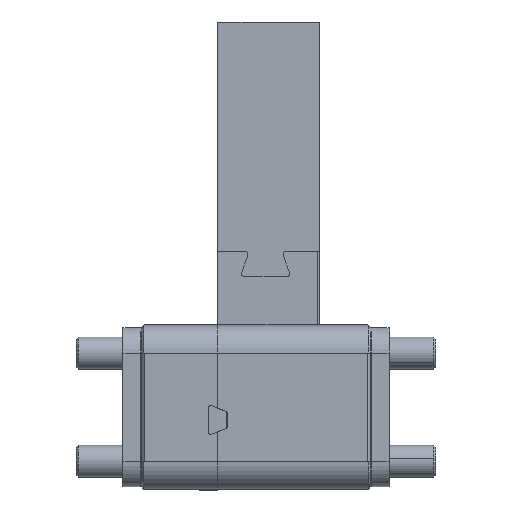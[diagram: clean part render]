
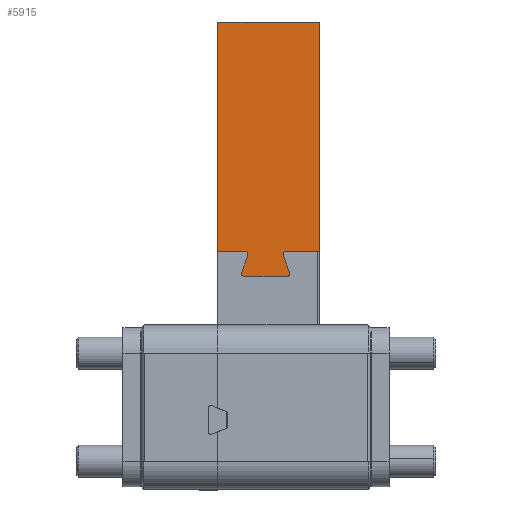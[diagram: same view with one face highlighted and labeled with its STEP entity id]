
A CAD part, left-side view. The second image highlights one B-rep face of the part: STEP entity #5915.
In plain terms, the highlighted face is planar.
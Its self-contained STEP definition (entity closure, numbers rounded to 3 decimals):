
#169 = CARTESIAN_POINT ( 'NONE',  ( 0., 0., 0. ) ) ;
#240 = VERTEX_POINT ( 'NONE', #3779 ) ;
#400 = DIRECTION ( 'NONE',  ( 0., 0., 1. ) ) ;
#456 = CARTESIAN_POINT ( 'NONE',  ( 0., 0., -36. ) ) ;
#478 = CARTESIAN_POINT ( 'NONE',  ( 4.744, 0., 3.329 ) ) ;
#609 = VECTOR ( 'NONE', #7689, 1000. ) ;
#711 = EDGE_CURVE ( 'NONE', #9816, #7926, #2008, .T. ) ;
#952 = LINE ( 'NONE', #9457, #3774 ) ;
#1128 = CARTESIAN_POINT ( 'NONE',  ( 11.786, 0., 4. ) ) ;
#1166 = EDGE_CURVE ( 'NONE', #8710, #4507, #3424, .T. ) ;
#1264 = ORIENTED_EDGE ( 'NONE', *, *, #711, .F. ) ;
#1321 = VECTOR ( 'NONE', #8385, 1000. ) ;
#1409 = AXIS2_PLACEMENT_3D ( 'NONE', #5236, #5191, #400 ) ;
#1426 = CARTESIAN_POINT ( 'NONE',  ( 16., 0., -36. ) ) ;
#1596 = CIRCLE ( 'NONE', #12034, 0.5 ) ;
#1939 = ORIENTED_EDGE ( 'NONE', *, *, #10939, .T. ) ;
#2008 = LINE ( 'NONE', #2523, #9352 ) ;
#2364 = DIRECTION ( 'NONE',  ( -1., 0., 0. ) ) ;
#2523 = CARTESIAN_POINT ( 'NONE',  ( 4.744, 0., 3.329 ) ) ;
#2662 = DIRECTION ( 'NONE',  ( 0., 1., 0. ) ) ;
#2668 = VERTEX_POINT ( 'NONE', #12028 ) ;
#2867 = CIRCLE ( 'NONE', #1409, 0.5 ) ;
#3054 = EDGE_CURVE ( 'NONE', #7926, #2668, #3699, .T. ) ;
#3068 = VECTOR ( 'NONE', #5301, 1000. ) ;
#3083 = LINE ( 'NONE', #3589, #1321 ) ;
#3131 = VECTOR ( 'NONE', #2364, 1000. ) ;
#3374 = ORIENTED_EDGE ( 'NONE', *, *, #9833, .F. ) ;
#3424 = LINE ( 'NONE', #10196, #3131 ) ;
#3584 = CARTESIAN_POINT ( 'NONE',  ( 5.242, 0., 0.5 ) ) ;
#3589 = CARTESIAN_POINT ( 'NONE',  ( 12.256, 0., 3.329 ) ) ;
#3631 = VERTEX_POINT ( 'NONE', #7137 ) ;
#3699 = CIRCLE ( 'NONE', #7291, 0.5 ) ;
#3729 = CIRCLE ( 'NONE', #7024, 0.5 ) ;
#3774 = VECTOR ( 'NONE', #9795, 1000. ) ;
#3779 = CARTESIAN_POINT ( 'NONE',  ( 11.288, 0., 0.671 ) ) ;
#3867 = ORIENTED_EDGE ( 'NONE', *, *, #4119, .T. ) ;
#3878 = CARTESIAN_POINT ( 'NONE',  ( 16., 0., 0. ) ) ;
#4018 = DIRECTION ( 'NONE',  ( 0., 1., 0. ) ) ;
#4020 = VERTEX_POINT ( 'NONE', #7278 ) ;
#4119 = EDGE_CURVE ( 'NONE', #7905, #4507, #5925, .T. ) ;
#4297 = CARTESIAN_POINT ( 'NONE',  ( 16., 0., 0. ) ) ;
#4490 = CARTESIAN_POINT ( 'NONE',  ( 16., 0., 0. ) ) ;
#4507 = VERTEX_POINT ( 'NONE', #456 ) ;
#4607 = AXIS2_PLACEMENT_3D ( 'NONE', #10574, #4018, #4853 ) ;
#4662 = FACE_OUTER_BOUND ( 'NONE', #7266, .T. ) ;
#4853 = DIRECTION ( 'NONE',  ( 0., 0., 1. ) ) ;
#5067 = ORIENTED_EDGE ( 'NONE', *, *, #5946, .F. ) ;
#5109 = CARTESIAN_POINT ( 'NONE',  ( 5.214, 0., 3.5 ) ) ;
#5191 = DIRECTION ( 'NONE',  ( 0., 1., 0. ) ) ;
#5236 = CARTESIAN_POINT ( 'NONE',  ( 11.786, 0., 3.5 ) ) ;
#5301 = DIRECTION ( 'NONE',  ( 0., 0., -1. ) ) ;
#5327 = ORIENTED_EDGE ( 'NONE', *, *, #6928, .F. ) ;
#5382 = DIRECTION ( 'NONE',  ( 0., 0., 1. ) ) ;
#5412 = ORIENTED_EDGE ( 'NONE', *, *, #8955, .T. ) ;
#5506 = CARTESIAN_POINT ( 'NONE',  ( 16., 0., 0. ) ) ;
#5915 = ADVANCED_FACE ( 'NONE', ( #4662 ), #9752, .F. ) ;
#5925 = LINE ( 'NONE', #6336, #3068 ) ;
#5946 = EDGE_CURVE ( 'NONE', #12150, #6406, #2867, .T. ) ;
#5972 = DIRECTION ( 'NONE',  ( 0., 0., 1. ) ) ;
#5989 = DIRECTION ( 'NONE',  ( 0., 1., 0. ) ) ;
#6336 = CARTESIAN_POINT ( 'NONE',  ( 0., 0., 0. ) ) ;
#6406 = VERTEX_POINT ( 'NONE', #6837 ) ;
#6837 = CARTESIAN_POINT ( 'NONE',  ( 12.256, 0., 3.329 ) ) ;
#6866 = LINE ( 'NONE', #3878, #609 ) ;
#6928 = EDGE_CURVE ( 'NONE', #2668, #12150, #952, .T. ) ;
#7024 = AXIS2_PLACEMENT_3D ( 'NONE', #3584, #2662, #5382 ) ;
#7137 = CARTESIAN_POINT ( 'NONE',  ( 5.242, 0., 0. ) ) ;
#7228 = DIRECTION ( 'NONE',  ( -1., 0., 0. ) ) ;
#7266 = EDGE_LOOP ( 'NONE', ( #3867, #7841, #8800, #5412, #1939, #3374, #5067, #5327, #10869, #1264, #8065, #8157 ) ) ;
#7278 = CARTESIAN_POINT ( 'NONE',  ( 11.758, 0., 0. ) ) ;
#7291 = AXIS2_PLACEMENT_3D ( 'NONE', #5109, #5989, #11792 ) ;
#7425 = VECTOR ( 'NONE', #9349, 1000. ) ;
#7447 = CARTESIAN_POINT ( 'NONE',  ( 5.712, 0., 0.671 ) ) ;
#7689 = DIRECTION ( 'NONE',  ( -1., 0., 0. ) ) ;
#7841 = ORIENTED_EDGE ( 'NONE', *, *, #1166, .F. ) ;
#7853 = DIRECTION ( 'NONE',  ( 0., 1., 0. ) ) ;
#7894 = CARTESIAN_POINT ( 'NONE',  ( 11.758, 0., 0.5 ) ) ;
#7905 = VERTEX_POINT ( 'NONE', #169 ) ;
#7926 = VERTEX_POINT ( 'NONE', #478 ) ;
#8065 = ORIENTED_EDGE ( 'NONE', *, *, #8586, .T. ) ;
#8157 = ORIENTED_EDGE ( 'NONE', *, *, #8277, .T. ) ;
#8277 = EDGE_CURVE ( 'NONE', #3631, #7905, #6866, .T. ) ;
#8385 = DIRECTION ( 'NONE',  ( -0.342, 0., -0.94 ) ) ;
#8586 = EDGE_CURVE ( 'NONE', #9816, #3631, #3729, .T. ) ;
#8710 = VERTEX_POINT ( 'NONE', #1426 ) ;
#8800 = ORIENTED_EDGE ( 'NONE', *, *, #11170, .F. ) ;
#8950 = VECTOR ( 'NONE', #7228, 1000. ) ;
#8955 = EDGE_CURVE ( 'NONE', #11286, #4020, #10452, .T. ) ;
#9228 = DIRECTION ( 'NONE',  ( -0.342, 0., 0.94 ) ) ;
#9349 = DIRECTION ( 'NONE',  ( 0., 0., -1. ) ) ;
#9352 = VECTOR ( 'NONE', #9228, 1000. ) ;
#9457 = CARTESIAN_POINT ( 'NONE',  ( 11.786, 0., 4. ) ) ;
#9752 = PLANE ( 'NONE',  #4607 ) ;
#9795 = DIRECTION ( 'NONE',  ( 1., 0., 0. ) ) ;
#9816 = VERTEX_POINT ( 'NONE', #7447 ) ;
#9833 = EDGE_CURVE ( 'NONE', #6406, #240, #3083, .T. ) ;
#10196 = CARTESIAN_POINT ( 'NONE',  ( 16., 0., -36. ) ) ;
#10452 = LINE ( 'NONE', #4297, #8950 ) ;
#10574 = CARTESIAN_POINT ( 'NONE',  ( 16., 0., 0. ) ) ;
#10869 = ORIENTED_EDGE ( 'NONE', *, *, #3054, .F. ) ;
#10939 = EDGE_CURVE ( 'NONE', #4020, #240, #1596, .T. ) ;
#11151 = LINE ( 'NONE', #5506, #7425 ) ;
#11170 = EDGE_CURVE ( 'NONE', #11286, #8710, #11151, .T. ) ;
#11286 = VERTEX_POINT ( 'NONE', #4490 ) ;
#11792 = DIRECTION ( 'NONE',  ( 0., 0., -1. ) ) ;
#12028 = CARTESIAN_POINT ( 'NONE',  ( 5.214, 0., 4. ) ) ;
#12034 = AXIS2_PLACEMENT_3D ( 'NONE', #7894, #7853, #5972 ) ;
#12150 = VERTEX_POINT ( 'NONE', #1128 ) ;
